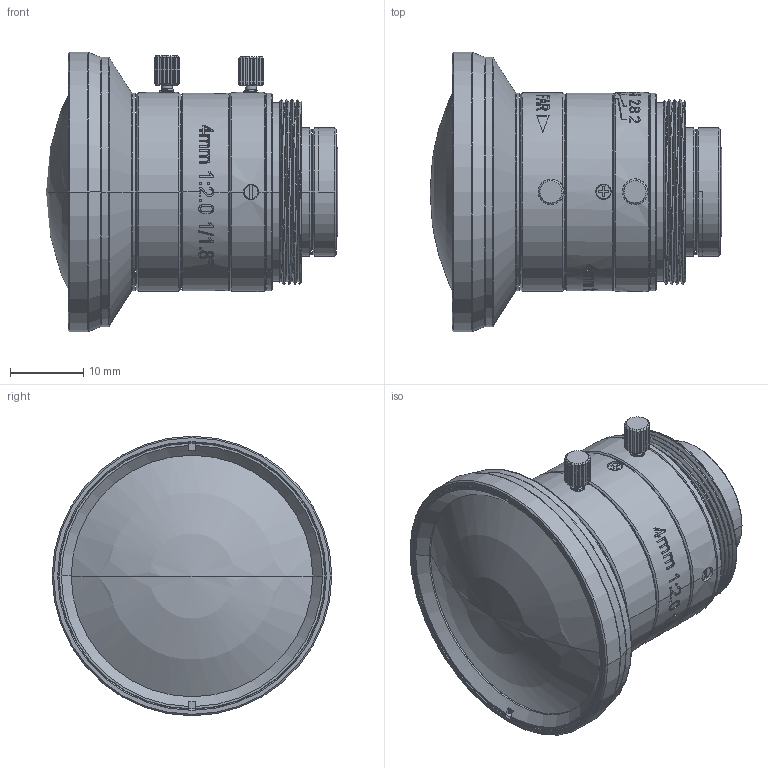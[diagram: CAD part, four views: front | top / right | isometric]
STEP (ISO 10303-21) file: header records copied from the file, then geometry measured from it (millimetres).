
FILE_DESCRIPTION((''),'2;1');
FILE_NAME('200_ASM_ASM','2020-10-14T',('Administrator'),(''),'PRO/ENGINEER BY PARAMETRIC TECHNOLOGY CORPORATION, 2010370','PRO/ENGINEER BY PARAMETRIC TECHNOLOGY CORPORATION, 2010370','');
FILE_SCHEMA(('CONFIG_CONTROL_DESIGN'));
Length unit declared in the file: millimetre
Products named in the file (19): MSBR-43; MSBR-42; MSBR-41; MSBR-40; MSBR-31; MSBR-30; MSBR-29; MSBR-28; MSBR-27; MSBR-26; MSBR-25; MSBR-24; MSBR-23; MSBR-22; MSBR-21; MSBR-16; MSBR-15; MSBR-2; 200_ASM_ASM
Assembly tree (18 placements, depth 2):
  200_ASM_ASM
    MSBR-43
    MSBR-42
    MSBR-41
    MSBR-40
    MSBR-31
    MSBR-30
    MSBR-29
    MSBR-28
    MSBR-27
    MSBR-26
    MSBR-25
    MSBR-24
    MSBR-23
    MSBR-22
    MSBR-21
    MSBR-16
    MSBR-15
    MSBR-2
Bounding box: 39.86 x 38.2 x 38.2 mm (x, y, z)
Volume: 13608.9 mm3; surface area: 17440.3 mm2
Topology: 18 solids, 18 shells, 1632 faces, 4386 edges, 2886 vertices
Faces by surface type: plane 632, bspline 422, cylinder 343, cone 217, torus 10, sphere 8
Entity records: 70985 total; most frequent: CARTESIAN_POINT 32697, ORIENTED_EDGE 8748, DIRECTION 6577, EDGE_CURVE 4374, VERTEX_POINT 2886, AXIS2_PLACEMENT_3D 2420, EDGE_LOOP 1782, VECTOR 1737
